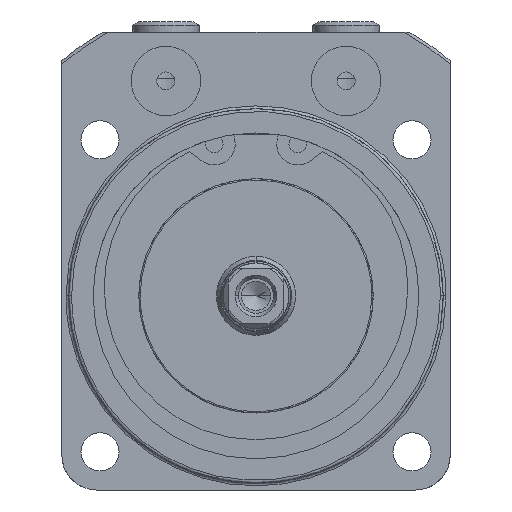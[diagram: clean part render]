
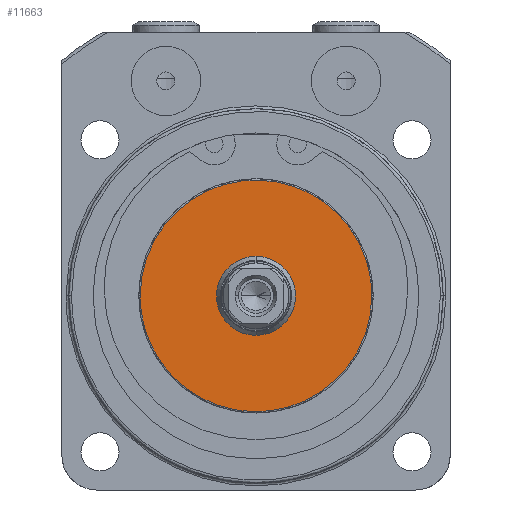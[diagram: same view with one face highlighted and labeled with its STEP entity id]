
A CAD part, front view. The second image highlights one B-rep face of the part: STEP entity #11663.
In plain terms, the highlighted planar face has unit normal (0, -1, 0).
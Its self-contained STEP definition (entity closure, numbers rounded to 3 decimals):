
#784 = CARTESIAN_POINT ( 'NONE',  ( -16.7, -97.4, 0. ) ) ;
#787 = PLANE ( 'NONE',  #9859 ) ;
#789 = DIRECTION ( 'NONE',  ( 0., 1., 0. ) ) ;
#790 = DIRECTION ( 'NONE',  ( -1., 0., 0. ) ) ;
#1395 = VERTEX_POINT ( 'NONE', #5448 ) ;
#1414 = VERTEX_POINT ( 'NONE', #5438 ) ;
#2678 = CARTESIAN_POINT ( 'NONE',  ( -16.7, -97.4, 0. ) ) ;
#2683 = CARTESIAN_POINT ( 'NONE',  ( 16.7, -97.4, 0. ) ) ;
#3585 = EDGE_CURVE ( 'NONE', #1395, #1414, #9950, .T. ) ;
#3679 = EDGE_CURVE ( 'NONE', #1414, #1395, #10132, .T. ) ;
#3684 = EDGE_CURVE ( 'NONE', #10907, #10912, #5059, .T. ) ;
#5026 = EDGE_CURVE ( 'NONE', #10912, #10907, #5128, .T. ) ;
#5059 =( BOUNDED_CURVE ( )  B_SPLINE_CURVE ( 3, ( #7592, #7597, #7596, #7591 ),
 .UNSPECIFIED., .F., .F. ) 
 B_SPLINE_CURVE_WITH_KNOTS ( ( 4, 4 ),
 ( 0., 1. ),
 .UNSPECIFIED. ) 
 CURVE ( )  GEOMETRIC_REPRESENTATION_ITEM ( )  RATIONAL_B_SPLINE_CURVE ( ( 1., 0.333, 0.333, 1. ) ) 
 REPRESENTATION_ITEM ( '' )  );
#5128 =( BOUNDED_CURVE ( )  B_SPLINE_CURVE ( 3, ( #6883, #6882, #6878, #6877 ),
 .UNSPECIFIED., .F., .T. ) 
 B_SPLINE_CURVE_WITH_KNOTS ( ( 4, 4 ),
 ( 0., 1. ),
 .UNSPECIFIED. ) 
 CURVE ( )  GEOMETRIC_REPRESENTATION_ITEM ( )  RATIONAL_B_SPLINE_CURVE ( ( 1., 0.333, 0.333, 1. ) ) 
 REPRESENTATION_ITEM ( '' )  );
#5438 = CARTESIAN_POINT ( 'NONE',  ( 5.7, -97.4, 0. ) ) ;
#5448 = CARTESIAN_POINT ( 'NONE',  ( -5.7, -97.4, 0. ) ) ;
#6422 = FACE_OUTER_BOUND ( 'NONE', #10635, .T. ) ;
#6465 = FACE_BOUND ( 'NONE', #10639, .T. ) ;
#6877 = CARTESIAN_POINT ( 'NONE',  ( -16.7, -97.4, 0. ) ) ;
#6878 = CARTESIAN_POINT ( 'NONE',  ( -16.7, -97.4, -33.4 ) ) ;
#6882 = CARTESIAN_POINT ( 'NONE',  ( 16.7, -97.4, -33.4 ) ) ;
#6883 = CARTESIAN_POINT ( 'NONE',  ( 16.7, -97.4, 0. ) ) ;
#7591 = CARTESIAN_POINT ( 'NONE',  ( 16.7, -97.4, 0. ) ) ;
#7592 = CARTESIAN_POINT ( 'NONE',  ( -16.7, -97.4, 0. ) ) ;
#7596 = CARTESIAN_POINT ( 'NONE',  ( 16.7, -97.4, 33.4 ) ) ;
#7597 = CARTESIAN_POINT ( 'NONE',  ( -16.7, -97.4, 33.4 ) ) ;
#7608 = DIRECTION ( 'NONE',  ( 1., 0., 0. ) ) ;
#7609 = DIRECTION ( 'NONE',  ( 0., -1., 0. ) ) ;
#7610 = CARTESIAN_POINT ( 'NONE',  ( 0., -97.4, 0. ) ) ;
#8649 = ORIENTED_EDGE ( 'NONE', *, *, #3684, .F. ) ;
#8654 = ORIENTED_EDGE ( 'NONE', *, *, #5026, .F. ) ;
#8661 = ORIENTED_EDGE ( 'NONE', *, *, #3585, .F. ) ;
#8665 = ORIENTED_EDGE ( 'NONE', *, *, #3679, .F. ) ;
#9239 = AXIS2_PLACEMENT_3D ( 'NONE', #11880, #11879, #11878 ) ;
#9284 = AXIS2_PLACEMENT_3D ( 'NONE', #7610, #7609, #7608 ) ;
#9859 = AXIS2_PLACEMENT_3D ( 'NONE', #784, #789, #790 ) ;
#9950 = CIRCLE ( 'NONE', #9239, 5.7 ) ;
#10132 = CIRCLE ( 'NONE', #9284, 5.7 ) ;
#10635 = EDGE_LOOP ( 'NONE', ( #8654, #8649 ) ) ;
#10639 = EDGE_LOOP ( 'NONE', ( #8665, #8661 ) ) ;
#10907 = VERTEX_POINT ( 'NONE', #2678 ) ;
#10912 = VERTEX_POINT ( 'NONE', #2683 ) ;
#11663 = ADVANCED_FACE ( 'NONE', ( #6465, #6422 ), #787, .F. ) ;
#11878 = DIRECTION ( 'NONE',  ( 1., 0., 0. ) ) ;
#11879 = DIRECTION ( 'NONE',  ( 0., -1., 0. ) ) ;
#11880 = CARTESIAN_POINT ( 'NONE',  ( 0., -97.4, 0. ) ) ;
